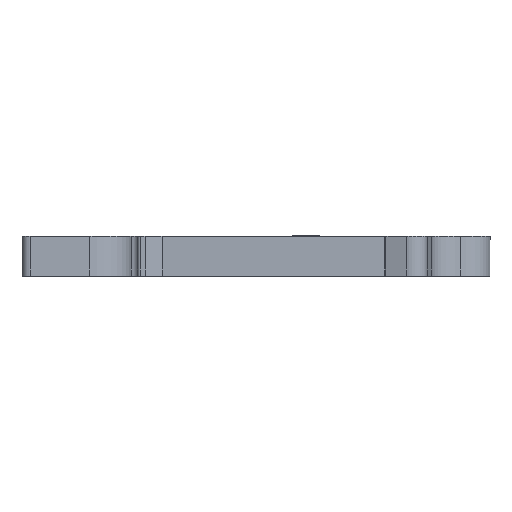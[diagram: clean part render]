
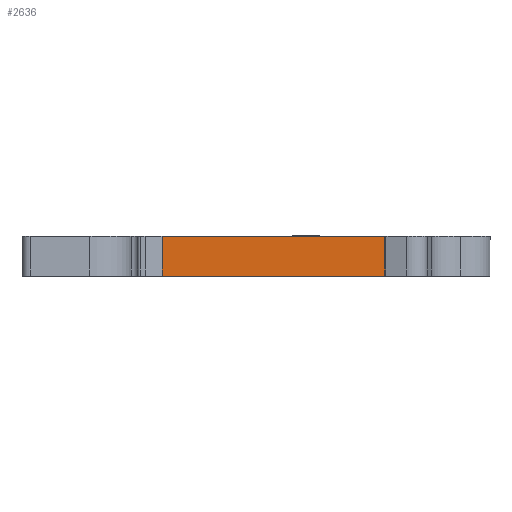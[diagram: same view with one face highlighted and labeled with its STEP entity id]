
A CAD part, front view. The second image highlights one B-rep face of the part: STEP entity #2636.
In plain terms, the highlighted planar face has unit normal (0, -1, 0).
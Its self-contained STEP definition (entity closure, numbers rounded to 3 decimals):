
#640 = CARTESIAN_POINT ( 'NONE',  ( -21.653, -12.605, 21.123 ) ) ;
#885 = EDGE_CURVE ( 'NONE', #4910, #7540, #2862, .T. ) ;
#1185 = CARTESIAN_POINT ( 'NONE',  ( -21.653, -12.605, 21.073 ) ) ;
#1277 = CARTESIAN_POINT ( 'NONE',  ( -49.979, -12.605, 21.073 ) ) ;
#1667 = VECTOR ( 'NONE', #6611, 1000. ) ;
#1754 = CARTESIAN_POINT ( 'NONE',  ( -21.653, -12.605, 16.123 ) ) ;
#1977 = ORIENTED_EDGE ( 'NONE', *, *, #4138, .F. ) ;
#2028 = CARTESIAN_POINT ( 'NONE',  ( -49.979, -12.605, 21.073 ) ) ;
#2115 = DIRECTION ( 'NONE',  ( 0., 1., 0. ) ) ;
#2514 = VERTEX_POINT ( 'NONE', #1185 ) ;
#2533 = EDGE_CURVE ( 'NONE', #5990, #4910, #8720, .T. ) ;
#2636 = ADVANCED_FACE ( 'NONE', ( #4992 ), #4000, .F. ) ;
#2862 = LINE ( 'NONE', #10350, #7547 ) ;
#2912 = DIRECTION ( 'NONE',  ( 1., 0., 0. ) ) ;
#2974 = AXIS2_PLACEMENT_3D ( 'NONE', #8297, #2115, #7396 ) ;
#3018 = DIRECTION ( 'NONE',  ( 1., 0., 0. ) ) ;
#3153 = CARTESIAN_POINT ( 'NONE',  ( -49.979, -12.605, 21.123 ) ) ;
#3433 = ORIENTED_EDGE ( 'NONE', *, *, #885, .T. ) ;
#4000 = PLANE ( 'NONE',  #2974 ) ;
#4138 = EDGE_CURVE ( 'NONE', #5990, #2514, #7488, .T. ) ;
#4880 = VECTOR ( 'NONE', #2912, 1000. ) ;
#4910 = VERTEX_POINT ( 'NONE', #10799 ) ;
#4992 = FACE_OUTER_BOUND ( 'NONE', #10228, .T. ) ;
#5017 = DIRECTION ( 'NONE',  ( 0., 0., -1. ) ) ;
#5702 = LINE ( 'NONE', #640, #7761 ) ;
#5990 = VERTEX_POINT ( 'NONE', #1277 ) ;
#6239 = EDGE_CURVE ( 'NONE', #2514, #7540, #5702, .T. ) ;
#6611 = DIRECTION ( 'NONE',  ( 0., 0., -1. ) ) ;
#7269 = ORIENTED_EDGE ( 'NONE', *, *, #6239, .F. ) ;
#7396 = DIRECTION ( 'NONE',  ( -1., 0., 0. ) ) ;
#7488 = LINE ( 'NONE', #2028, #4880 ) ;
#7540 = VERTEX_POINT ( 'NONE', #1754 ) ;
#7547 = VECTOR ( 'NONE', #3018, 1000. ) ;
#7761 = VECTOR ( 'NONE', #5017, 1000. ) ;
#8297 = CARTESIAN_POINT ( 'NONE',  ( -49.979, -12.605, 21.123 ) ) ;
#8720 = LINE ( 'NONE', #3153, #1667 ) ;
#10228 = EDGE_LOOP ( 'NONE', ( #1977, #11009, #3433, #7269 ) ) ;
#10350 = CARTESIAN_POINT ( 'NONE',  ( -49.979, -12.605, 16.123 ) ) ;
#10799 = CARTESIAN_POINT ( 'NONE',  ( -49.979, -12.605, 16.123 ) ) ;
#11009 = ORIENTED_EDGE ( 'NONE', *, *, #2533, .T. ) ;
